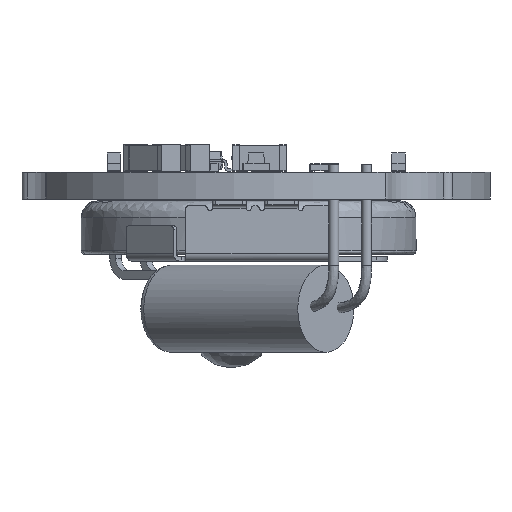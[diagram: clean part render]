
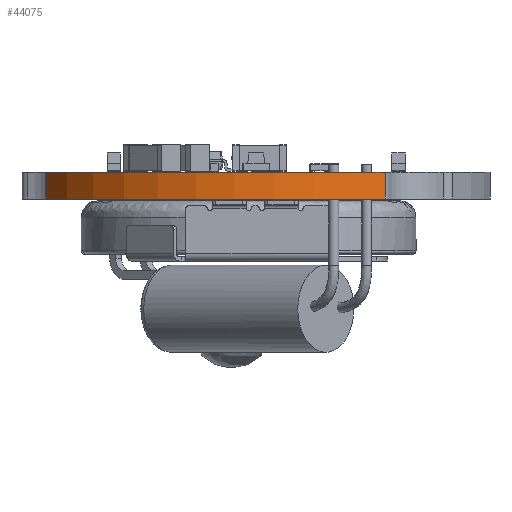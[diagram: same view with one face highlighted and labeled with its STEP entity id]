
A CAD part, left-side view. The second image highlights one B-rep face of the part: STEP entity #44075.
In plain terms, the highlighted cylindrical face has radius 14 mm (diameter 28 mm), a partial arc.
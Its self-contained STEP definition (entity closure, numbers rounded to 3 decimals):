
#42995 = PLANE('',#42996);
#42996 = AXIS2_PLACEMENT_3D('',#42997,#42998,#42999);
#42997 = CARTESIAN_POINT('',(0.,0.,1.6)
  );
#42998 = DIRECTION('',(-0.,-0.,-1.));
#42999 = DIRECTION('',(-1.,0.,0.));
#43027 = CYLINDRICAL_SURFACE('',#43028,0.5);
#43028 = AXIS2_PLACEMENT_3D('',#43029,#43030,#43031);
#43029 = CARTESIAN_POINT('',(-11.273,-7.428,0.));
#43030 = DIRECTION('',(-0.,-0.,-1.));
#43031 = DIRECTION('',(1.,0.,-0.));
#43054 = PLANE('',#43055);
#43055 = AXIS2_PLACEMENT_3D('',#43056,#43057,#43058);
#43056 = CARTESIAN_POINT('',(0.,0.,0.)
  );
#43057 = DIRECTION('',(-0.,-0.,-1.));
#43058 = DIRECTION('',(-1.,0.,0.));
#43159 = EDGE_CURVE('',#43160,#43162,#43164,.T.);
#43160 = VERTEX_POINT('',#43161);
#43161 = CARTESIAN_POINT('',(-11.69,-7.703,0.));
#43162 = VERTEX_POINT('',#43163);
#43163 = CARTESIAN_POINT('',(-11.69,-7.703,1.6));
#43164 = SURFACE_CURVE('',#43165,(#43169,#43176),.PCURVE_S1.);
#43165 = LINE('',#43166,#43167);
#43166 = CARTESIAN_POINT('',(-11.69,-7.703,0.));
#43167 = VECTOR('',#43168,1.);
#43168 = DIRECTION('',(0.,0.,1.));
#43169 = PCURVE('',#43027,#43170);
#43170 = DEFINITIONAL_REPRESENTATION('',(#43171),#43175);
#43171 = LINE('',#43172,#43173);
#43172 = CARTESIAN_POINT('',(-3.724,0.));
#43173 = VECTOR('',#43174,1.);
#43174 = DIRECTION('',(-0.,-1.));
#43175 = ( GEOMETRIC_REPRESENTATION_CONTEXT(2) 
PARAMETRIC_REPRESENTATION_CONTEXT() REPRESENTATION_CONTEXT('2D SPACE',''
  ) );
#43176 = PCURVE('',#43177,#43182);
#43177 = CYLINDRICAL_SURFACE('',#43178,14.);
#43178 = AXIS2_PLACEMENT_3D('',#43179,#43180,#43181);
#43179 = CARTESIAN_POINT('',(0.,0.,0.)
  );
#43180 = DIRECTION('',(-0.,-0.,-1.));
#43181 = DIRECTION('',(1.,0.,-0.));
#43182 = DEFINITIONAL_REPRESENTATION('',(#43183),#43187);
#43183 = LINE('',#43184,#43185);
#43184 = CARTESIAN_POINT('',(-3.724,0.));
#43185 = VECTOR('',#43186,1.);
#43186 = DIRECTION('',(-0.,-1.));
#43187 = ( GEOMETRIC_REPRESENTATION_CONTEXT(2) 
PARAMETRIC_REPRESENTATION_CONTEXT() REPRESENTATION_CONTEXT('2D SPACE',''
  ) );
#43247 = EDGE_CURVE('',#43248,#43160,#43250,.T.);
#43248 = VERTEX_POINT('',#43249);
#43249 = CARTESIAN_POINT('',(-6.285,12.51,0.));
#43250 = SURFACE_CURVE('',#43251,(#43256,#43267),.PCURVE_S1.);
#43251 = CIRCLE('',#43252,14.);
#43252 = AXIS2_PLACEMENT_3D('',#43253,#43254,#43255);
#43253 = CARTESIAN_POINT('',(0.,0.,0.)
  );
#43254 = DIRECTION('',(0.,0.,1.));
#43255 = DIRECTION('',(1.,0.,-0.));
#43256 = PCURVE('',#43054,#43257);
#43257 = DEFINITIONAL_REPRESENTATION('',(#43258),#43266);
#43258 = ( BOUNDED_CURVE() B_SPLINE_CURVE(2,(#43259,#43260,#43261,#43262
    ,#43263,#43264,#43265),.UNSPECIFIED.,.T.,.F.) 
B_SPLINE_CURVE_WITH_KNOTS((1,2,2,2,2,1),(-2.094,0.,
    2.094,4.189,6.283,8.378),
.UNSPECIFIED.) CURVE() GEOMETRIC_REPRESENTATION_ITEM() 
RATIONAL_B_SPLINE_CURVE((1.,0.5,1.,0.5,1.,0.5,1.)) REPRESENTATION_ITEM(
  '') );
#43259 = CARTESIAN_POINT('',(-14.,0.));
#43260 = CARTESIAN_POINT('',(-14.,24.249));
#43261 = CARTESIAN_POINT('',(7.,12.124));
#43262 = CARTESIAN_POINT('',(28.,0.));
#43263 = CARTESIAN_POINT('',(7.,-12.124));
#43264 = CARTESIAN_POINT('',(-14.,-24.249));
#43265 = CARTESIAN_POINT('',(-14.,0.));
#43266 = ( GEOMETRIC_REPRESENTATION_CONTEXT(2) 
PARAMETRIC_REPRESENTATION_CONTEXT() REPRESENTATION_CONTEXT('2D SPACE',''
  ) );
#43267 = PCURVE('',#43177,#43268);
#43268 = DEFINITIONAL_REPRESENTATION('',(#43269),#43273);
#43269 = LINE('',#43270,#43271);
#43270 = CARTESIAN_POINT('',(-0.,0.));
#43271 = VECTOR('',#43272,1.);
#43272 = DIRECTION('',(-1.,0.));
#43273 = ( GEOMETRIC_REPRESENTATION_CONTEXT(2) 
PARAMETRIC_REPRESENTATION_CONTEXT() REPRESENTATION_CONTEXT('2D SPACE',''
  ) );
#43296 = CYLINDRICAL_SURFACE('',#43297,0.5);
#43297 = AXIS2_PLACEMENT_3D('',#43298,#43299,#43300);
#43298 = CARTESIAN_POINT('',(-6.06,12.063,0.));
#43299 = DIRECTION('',(-0.,-0.,-1.));
#43300 = DIRECTION('',(1.,0.,-0.));
#43678 = EDGE_CURVE('',#43679,#43162,#43681,.T.);
#43679 = VERTEX_POINT('',#43680);
#43680 = CARTESIAN_POINT('',(-6.285,12.51,1.6));
#43681 = SURFACE_CURVE('',#43682,(#43687,#43698),.PCURVE_S1.);
#43682 = CIRCLE('',#43683,14.);
#43683 = AXIS2_PLACEMENT_3D('',#43684,#43685,#43686);
#43684 = CARTESIAN_POINT('',(0.,0.,1.6)
  );
#43685 = DIRECTION('',(0.,0.,1.));
#43686 = DIRECTION('',(1.,0.,-0.));
#43687 = PCURVE('',#42995,#43688);
#43688 = DEFINITIONAL_REPRESENTATION('',(#43689),#43697);
#43689 = ( BOUNDED_CURVE() B_SPLINE_CURVE(2,(#43690,#43691,#43692,#43693
    ,#43694,#43695,#43696),.UNSPECIFIED.,.T.,.F.) 
B_SPLINE_CURVE_WITH_KNOTS((1,2,2,2,2,1),(-2.094,0.,
    2.094,4.189,6.283,8.378),
.UNSPECIFIED.) CURVE() GEOMETRIC_REPRESENTATION_ITEM() 
RATIONAL_B_SPLINE_CURVE((1.,0.5,1.,0.5,1.,0.5,1.)) REPRESENTATION_ITEM(
  '') );
#43690 = CARTESIAN_POINT('',(-14.,0.));
#43691 = CARTESIAN_POINT('',(-14.,24.249));
#43692 = CARTESIAN_POINT('',(7.,12.124));
#43693 = CARTESIAN_POINT('',(28.,0.));
#43694 = CARTESIAN_POINT('',(7.,-12.124));
#43695 = CARTESIAN_POINT('',(-14.,-24.249));
#43696 = CARTESIAN_POINT('',(-14.,0.));
#43697 = ( GEOMETRIC_REPRESENTATION_CONTEXT(2) 
PARAMETRIC_REPRESENTATION_CONTEXT() REPRESENTATION_CONTEXT('2D SPACE',''
  ) );
#43698 = PCURVE('',#43177,#43699);
#43699 = DEFINITIONAL_REPRESENTATION('',(#43700),#43704);
#43700 = LINE('',#43701,#43702);
#43701 = CARTESIAN_POINT('',(-0.,-1.6));
#43702 = VECTOR('',#43703,1.);
#43703 = DIRECTION('',(-1.,0.));
#43704 = ( GEOMETRIC_REPRESENTATION_CONTEXT(2) 
PARAMETRIC_REPRESENTATION_CONTEXT() REPRESENTATION_CONTEXT('2D SPACE',''
  ) );
#44075 = ADVANCED_FACE('',(#44076),#43177,.T.);
#44076 = FACE_BOUND('',#44077,.F.);
#44077 = EDGE_LOOP('',(#44078,#44099,#44100,#44101));
#44078 = ORIENTED_EDGE('',*,*,#44079,.T.);
#44079 = EDGE_CURVE('',#43248,#43679,#44080,.T.);
#44080 = SURFACE_CURVE('',#44081,(#44085,#44092),.PCURVE_S1.);
#44081 = LINE('',#44082,#44083);
#44082 = CARTESIAN_POINT('',(-6.285,12.51,0.));
#44083 = VECTOR('',#44084,1.);
#44084 = DIRECTION('',(0.,0.,1.));
#44085 = PCURVE('',#43177,#44086);
#44086 = DEFINITIONAL_REPRESENTATION('',(#44087),#44091);
#44087 = LINE('',#44088,#44089);
#44088 = CARTESIAN_POINT('',(-2.036,0.));
#44089 = VECTOR('',#44090,1.);
#44090 = DIRECTION('',(-0.,-1.));
#44091 = ( GEOMETRIC_REPRESENTATION_CONTEXT(2) 
PARAMETRIC_REPRESENTATION_CONTEXT() REPRESENTATION_CONTEXT('2D SPACE',''
  ) );
#44092 = PCURVE('',#43296,#44093);
#44093 = DEFINITIONAL_REPRESENTATION('',(#44094),#44098);
#44094 = LINE('',#44095,#44096);
#44095 = CARTESIAN_POINT('',(-2.036,0.));
#44096 = VECTOR('',#44097,1.);
#44097 = DIRECTION('',(-0.,-1.));
#44098 = ( GEOMETRIC_REPRESENTATION_CONTEXT(2) 
PARAMETRIC_REPRESENTATION_CONTEXT() REPRESENTATION_CONTEXT('2D SPACE',''
  ) );
#44099 = ORIENTED_EDGE('',*,*,#43678,.T.);
#44100 = ORIENTED_EDGE('',*,*,#43159,.F.);
#44101 = ORIENTED_EDGE('',*,*,#43247,.F.);
